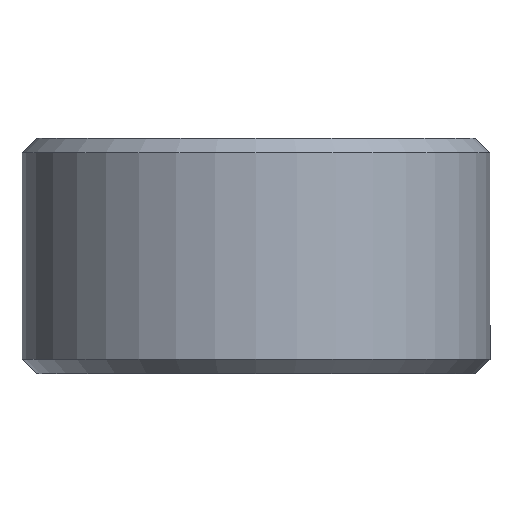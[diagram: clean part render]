
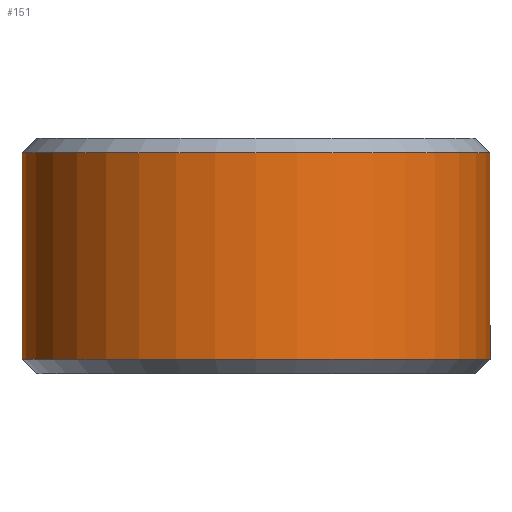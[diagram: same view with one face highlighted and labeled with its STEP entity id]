
A CAD part, front view. The second image highlights one B-rep face of the part: STEP entity #151.
In plain terms, the highlighted cylindrical face has radius 7.95 mm (diameter 15.9 mm), a partial arc.
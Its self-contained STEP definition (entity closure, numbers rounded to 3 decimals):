
#20 = CARTESIAN_POINT ( 'NONE',  ( 0., 0., 8. ) ) ;
#21 = ORIENTED_EDGE ( 'NONE', *, *, #205, .F. ) ;
#25 = DIRECTION ( 'NONE',  ( 0., 0., -1. ) ) ;
#26 = LINE ( 'NONE', #305, #76 ) ;
#51 = DIRECTION ( 'NONE',  ( -1., 0., 0. ) ) ;
#56 = DIRECTION ( 'NONE',  ( 0., 0., -1. ) ) ;
#76 = VECTOR ( 'NONE', #379, 1000. ) ;
#89 = CIRCLE ( 'NONE', #197, 7.95 ) ;
#109 = AXIS2_PLACEMENT_3D ( 'NONE', #304, #56, #228 ) ;
#151 = ADVANCED_FACE ( 'NONE', ( #406 ), #436, .T. ) ;
#152 = CARTESIAN_POINT ( 'NONE',  ( 0., 0., 0.5 ) ) ;
#157 = DIRECTION ( 'NONE',  ( 0., 0., 1. ) ) ;
#161 = EDGE_CURVE ( 'NONE', #388, #177, #89, .T. ) ;
#165 = VECTOR ( 'NONE', #25, 1000. ) ;
#177 = VERTEX_POINT ( 'NONE', #431 ) ;
#187 = CARTESIAN_POINT ( 'NONE',  ( -7.95, 0., 7.5 ) ) ;
#197 = AXIS2_PLACEMENT_3D ( 'NONE', #152, #157, #289 ) ;
#202 = VERTEX_POINT ( 'NONE', #367 ) ;
#203 = VERTEX_POINT ( 'NONE', #187 ) ;
#205 = EDGE_CURVE ( 'NONE', #202, #177, #252, .T. ) ;
#228 = DIRECTION ( 'NONE',  ( -1., 0., 0. ) ) ;
#229 = AXIS2_PLACEMENT_3D ( 'NONE', #20, #253, #51 ) ;
#250 = EDGE_CURVE ( 'NONE', #202, #203, #352, .T. ) ;
#252 = LINE ( 'NONE', #326, #165 ) ;
#253 = DIRECTION ( 'NONE',  ( 0., 0., -1. ) ) ;
#289 = DIRECTION ( 'NONE',  ( -1., 0., 0. ) ) ;
#304 = CARTESIAN_POINT ( 'NONE',  ( 0., 0., 7.5 ) ) ;
#305 = CARTESIAN_POINT ( 'NONE',  ( -7.95, 0., 8. ) ) ;
#312 = ORIENTED_EDGE ( 'NONE', *, *, #433, .T. ) ;
#318 = ORIENTED_EDGE ( 'NONE', *, *, #250, .T. ) ;
#326 = CARTESIAN_POINT ( 'NONE',  ( 7.95, 0., 8. ) ) ;
#346 = EDGE_LOOP ( 'NONE', ( #21, #318, #312, #401 ) ) ;
#350 = CARTESIAN_POINT ( 'NONE',  ( -7.95, 0., 0.5 ) ) ;
#352 = CIRCLE ( 'NONE', #109, 7.95 ) ;
#367 = CARTESIAN_POINT ( 'NONE',  ( 7.95, 0., 7.5 ) ) ;
#379 = DIRECTION ( 'NONE',  ( 0., 0., -1. ) ) ;
#388 = VERTEX_POINT ( 'NONE', #350 ) ;
#401 = ORIENTED_EDGE ( 'NONE', *, *, #161, .T. ) ;
#406 = FACE_OUTER_BOUND ( 'NONE', #346, .T. ) ;
#431 = CARTESIAN_POINT ( 'NONE',  ( 7.95, 0., 0.5 ) ) ;
#433 = EDGE_CURVE ( 'NONE', #203, #388, #26, .T. ) ;
#436 = CYLINDRICAL_SURFACE ( 'NONE', #229, 7.95 ) ;
